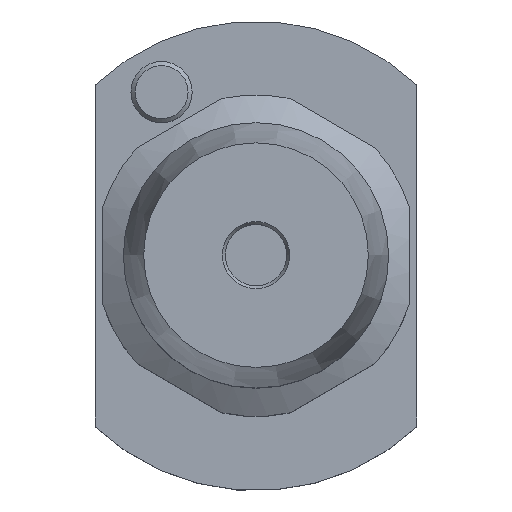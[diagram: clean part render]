
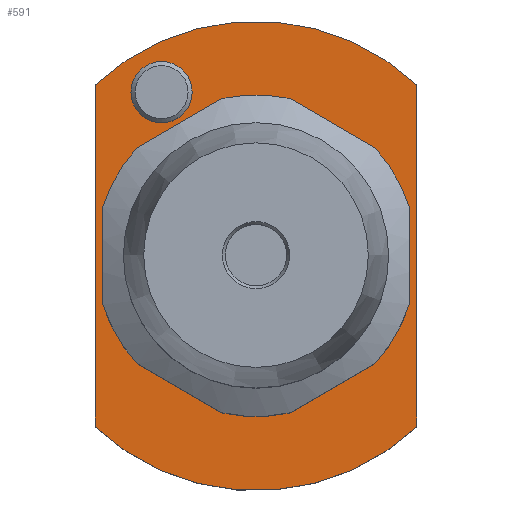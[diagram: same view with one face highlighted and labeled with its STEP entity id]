
A CAD part, top view. The second image highlights one B-rep face of the part: STEP entity #591.
In plain terms, the highlighted planar face has unit normal (0, 0, 1).
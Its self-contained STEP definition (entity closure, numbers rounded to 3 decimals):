
#196=PLANE('',#2498);
#344=LINE('',#3538,#454);
#345=LINE('',#3542,#455);
#454=VECTOR('',#2836,1.);
#455=VECTOR('',#2839,1.);
#591=ADVANCED_FACE('',(#794,#795,#796),#196,.T.);
#794=FACE_BOUND('',#862,.T.);
#795=FACE_BOUND('',#863,.T.);
#796=FACE_BOUND('',#864,.T.);
#862=EDGE_LOOP('',(#1088));
#863=EDGE_LOOP('',(#1089));
#864=EDGE_LOOP('',(#1090,#1091,#1092,#1093));
#1088=ORIENTED_EDGE('',*,*,#1984,.F.);
#1089=ORIENTED_EDGE('',*,*,#1980,.T.);
#1090=ORIENTED_EDGE('',*,*,#1985,.F.);
#1091=ORIENTED_EDGE('',*,*,#1986,.T.);
#1092=ORIENTED_EDGE('',*,*,#1987,.F.);
#1093=ORIENTED_EDGE('',*,*,#1988,.F.);
#1727=VERTEX_POINT('',#3515);
#1731=VERTEX_POINT('',#3534);
#1732=VERTEX_POINT('',#3536);
#1733=VERTEX_POINT('',#3537);
#1734=VERTEX_POINT('',#3539);
#1735=VERTEX_POINT('',#3541);
#1980=EDGE_CURVE('',#1727,#1727,#2305,.T.);
#1984=EDGE_CURVE('',#1731,#1731,#2309,.T.);
#1985=EDGE_CURVE('',#1732,#1733,#2310,.T.);
#1986=EDGE_CURVE('',#1732,#1734,#344,.T.);
#1987=EDGE_CURVE('',#1735,#1734,#2311,.T.);
#1988=EDGE_CURVE('',#1733,#1735,#345,.T.);
#2305=CIRCLE('',#2480,9.);
#2309=CIRCLE('',#2495,3.);
#2310=CIRCLE('',#2496,23.);
#2311=CIRCLE('',#2497,23.);
#2480=AXIS2_PLACEMENT_3D('',#3514,#2802,#2803);
#2495=AXIS2_PLACEMENT_3D('',#3533,#2832,#2833);
#2496=AXIS2_PLACEMENT_3D('',#3535,#2834,#2835);
#2497=AXIS2_PLACEMENT_3D('',#3540,#2837,#2838);
#2498=AXIS2_PLACEMENT_3D('',#3543,#2840,#2841);
#2802=DIRECTION('',(0.,0.,-1.));
#2803=DIRECTION('',(-0.5,0.866,0.));
#2832=DIRECTION('',(0.,0.,1.));
#2833=DIRECTION('',(1.,0.,0.));
#2834=DIRECTION('',(0.,0.,-1.));
#2835=DIRECTION('',(0.,1.,0.));
#2836=DIRECTION('',(0.,1.,0.));
#2837=DIRECTION('',(0.,0.,-1.));
#2838=DIRECTION('',(0.,1.,0.));
#2839=DIRECTION('',(0.,1.,0.));
#2840=DIRECTION('',(0.,0.,1.));
#2841=DIRECTION('',(0.,-1.,0.));
#3514=CARTESIAN_POINT('',(0.,0.,9.));
#3515=CARTESIAN_POINT('',(-4.5,7.794,9.));
#3533=CARTESIAN_POINT('',(-9.255,16.03,9.));
#3534=CARTESIAN_POINT('',(-6.255,16.03,9.));
#3535=CARTESIAN_POINT('',(0.,0.,9.));
#3536=CARTESIAN_POINT('',(15.75,-16.761,9.));
#3537=CARTESIAN_POINT('',(-15.75,-16.761,9.));
#3538=CARTESIAN_POINT('',(15.75,-25.732,9.));
#3539=CARTESIAN_POINT('',(15.75,16.761,9.));
#3540=CARTESIAN_POINT('',(0.,0.,9.));
#3541=CARTESIAN_POINT('',(-15.75,16.761,9.));
#3542=CARTESIAN_POINT('',(-15.75,-21.296,9.));
#3543=CARTESIAN_POINT('',(0.,23.,9.));
